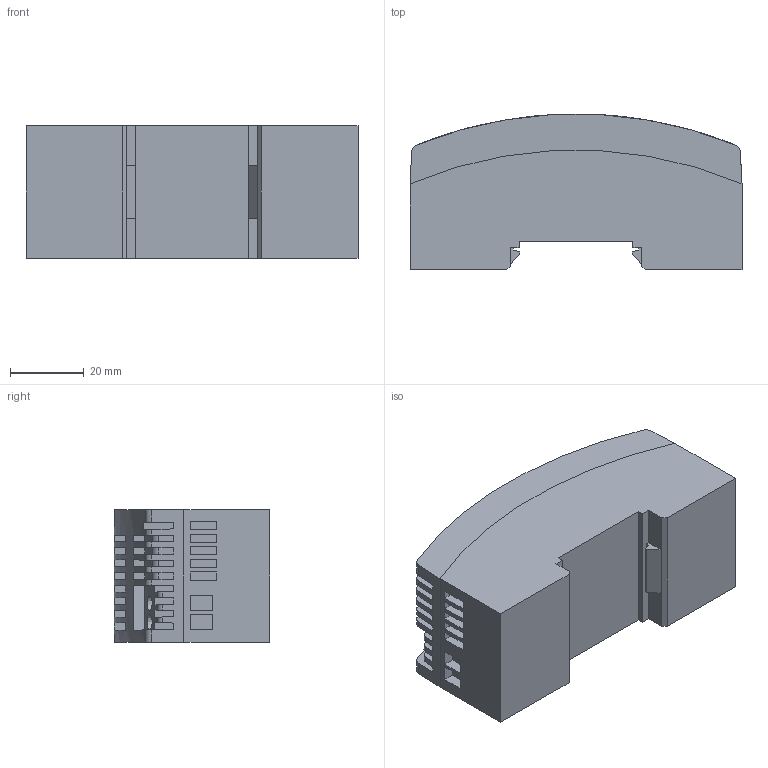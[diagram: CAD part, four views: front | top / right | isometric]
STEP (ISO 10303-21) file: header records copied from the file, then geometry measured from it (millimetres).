
FILE_DESCRIPTION(('SolidDesigner STEP Export'),'2;1');
FILE_NAME('2868622_STEP-PS_1AC_24DC_0.75_FL-select.stp','2016-08-19T11:24:46',(''),(''),'Creo Elements/Direct Modeling STEP processor for AP214 (Solid Model)','Creo Elements/Direct Modeling 18.1G 27-Feb-2015 (C) Parametric Technology GmbH','');
FILE_SCHEMA(('AUTOMOTIVE_DESIGN { 1 0 10303 214 1 1 1 1 }'));
Length unit declared in the file: millimetre
Products named in the file (1): 2868622_STEP-PS_1AC_24DC_0.75_FL-select
Bounding box: 90 x 42.13 x 36 mm (x, y, z)
Volume: 112591.5 mm3; surface area: 20271.8 mm2
Topology: 1 solids, 1 shells, 317 faces, 897 edges, 618 vertices
Faces by surface type: plane 212, extrusion 53, cylinder 52
Entity records: 16204 total; most frequent: CARTESIAN_POINT 5892, ORIENTED_EDGE 1794, DIRECTION 1185, EDGE_CURVE 897, VERTEX_POINT 618, VECTOR 577, LINE 524, EDGE_LOOP 353
